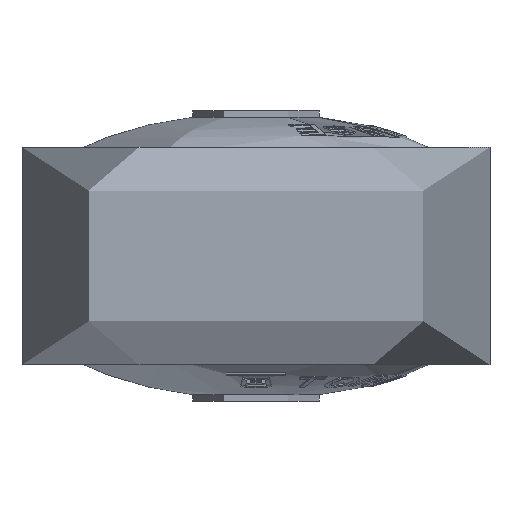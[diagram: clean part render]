
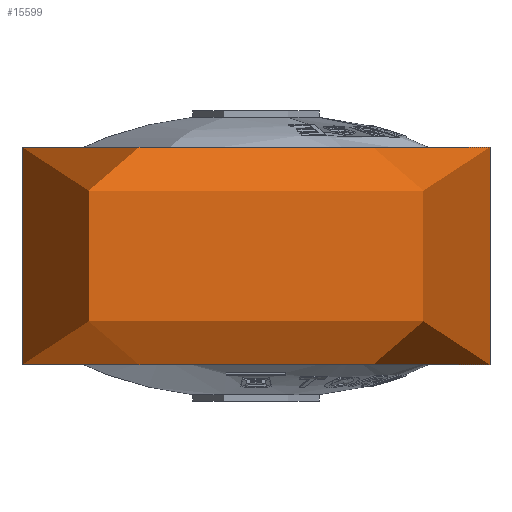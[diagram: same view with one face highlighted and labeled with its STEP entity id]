
A CAD part, front view. The second image highlights one B-rep face of the part: STEP entity #15599.
In plain terms, the highlighted free-form (B-spline) face has degree [3, 3] with [4, 4] control points.
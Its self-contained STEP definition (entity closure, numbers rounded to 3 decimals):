
#291 = CARTESIAN_POINT ( 'NONE',  ( -32.25, 0., -15. ) ) ;
#600 = CARTESIAN_POINT ( 'NONE',  ( 32.25, 0., -15. ) ) ;
#1308 = CARTESIAN_POINT ( 'NONE',  ( -32.25, 0., 15. ) ) ;
#1400 = CARTESIAN_POINT ( 'NONE',  ( -47.75, 0., 15. ) ) ;
#1754 = VERTEX_POINT ( 'NONE', #7640 ) ;
#2909 = CARTESIAN_POINT ( 'NONE',  ( -47.75, 0., -15. ) ) ;
#3061 = CARTESIAN_POINT ( 'NONE',  ( 0., 0., -15. ) ) ;
#3269 = CARTESIAN_POINT ( 'NONE',  ( 32.25, -64.5, 15. ) ) ;
#3669 = AXIS2_PLACEMENT_3D ( 'NONE', #3061, #10527, #5025 ) ;
#4230 = DIRECTION ( 'NONE',  ( 1., 0., 0. ) ) ;
#4616 = CARTESIAN_POINT ( 'NONE',  ( 32.25, -64.5, -15. ) ) ;
#4630 = CARTESIAN_POINT ( 'NONE',  ( 47.75, 0., -15. ) ) ;
#4741 = CARTESIAN_POINT ( 'NONE',  ( -32.25, 0., -15. ) ) ;
#4853 = AXIS2_PLACEMENT_3D ( 'NONE', #13540, #9628, #4230 ) ;
#5025 = DIRECTION ( 'NONE',  ( 1., 0., 0. ) ) ;
#6683 =( BOUNDED_SURFACE ( )  B_SPLINE_SURFACE ( 3, 3, ( 
 ( #4741, #19663, #4616, #21495 ),
 ( #2909, #23219, #10371, #23340 ),
 ( #12445, #12332, #21868, #8429 ),
 ( #1308, #8795, #3269, #17952 ) ),
 .UNSPECIFIED., .F., .F., .F. ) 
 B_SPLINE_SURFACE_WITH_KNOTS ( ( 4, 4 ),
 ( 4, 4 ),
 ( 0., 1. ),
 ( 0., 1. ),
 .UNSPECIFIED. ) 
 GEOMETRIC_REPRESENTATION_ITEM ( )  RATIONAL_B_SPLINE_SURFACE ( (
 ( 1., 0.333, 0.333, 1.),
 ( 0.333, 0.111, 0.111, 0.333),
 ( 0.333, 0.111, 0.111, 0.333),
 ( 1., 0.333, 0.333, 1.) ) ) 
 REPRESENTATION_ITEM ( '' )  SURFACE ( )  );
#7055 = EDGE_CURVE ( 'NONE', #8522, #23097, #8396, .T. ) ;
#7521 = ORIENTED_EDGE ( 'NONE', *, *, #7055, .T. ) ;
#7640 = CARTESIAN_POINT ( 'NONE',  ( -32.25, 0., -15. ) ) ;
#8196 = CARTESIAN_POINT ( 'NONE',  ( 32.25, 0., -15. ) ) ;
#8396 =( BOUNDED_CURVE ( )  B_SPLINE_CURVE ( 3, ( #8196, #4630, #14055, #12094 ),
 .UNSPECIFIED., .F., .T. ) 
 B_SPLINE_CURVE_WITH_KNOTS ( ( 4, 4 ),
 ( 0., 3.142 ),
 .UNSPECIFIED. ) 
 CURVE ( )  GEOMETRIC_REPRESENTATION_ITEM ( )  RATIONAL_B_SPLINE_CURVE ( ( 1., 0.333, 0.333, 1. ) ) 
 REPRESENTATION_ITEM ( '' )  );
#8429 = CARTESIAN_POINT ( 'NONE',  ( 47.75, 0., 15. ) ) ;
#8522 = VERTEX_POINT ( 'NONE', #600 ) ;
#8795 = CARTESIAN_POINT ( 'NONE',  ( -32.25, -64.5, 15. ) ) ;
#9628 = DIRECTION ( 'NONE',  ( 0., 0., 1. ) ) ;
#9937 = EDGE_CURVE ( 'NONE', #1754, #24073, #23539, .T. ) ;
#10371 = CARTESIAN_POINT ( 'NONE',  ( 47.75, -95.5, -15. ) ) ;
#10527 = DIRECTION ( 'NONE',  ( 0., 0., 1. ) ) ;
#10840 = ORIENTED_EDGE ( 'NONE', *, *, #16638, .F. ) ;
#11293 = ORIENTED_EDGE ( 'NONE', *, *, #16202, .T. ) ;
#12051 = ORIENTED_EDGE ( 'NONE', *, *, #9937, .F. ) ;
#12094 = CARTESIAN_POINT ( 'NONE',  ( 32.25, 0., 15. ) ) ;
#12332 = CARTESIAN_POINT ( 'NONE',  ( -47.75, -95.5, 15. ) ) ;
#12445 = CARTESIAN_POINT ( 'NONE',  ( -47.75, 0., 15. ) ) ;
#13441 = CIRCLE ( 'NONE', #3669, 32.25 ) ;
#13540 = CARTESIAN_POINT ( 'NONE',  ( 0., 0., 15. ) ) ;
#14055 = CARTESIAN_POINT ( 'NONE',  ( 47.75, 0., 15. ) ) ;
#14262 = CARTESIAN_POINT ( 'NONE',  ( -32.25, 0., 15. ) ) ;
#15241 = CARTESIAN_POINT ( 'NONE',  ( -47.75, 0., -15. ) ) ;
#15400 = CIRCLE ( 'NONE', #4853, 32.25 ) ;
#15599 = ADVANCED_FACE ( 'NONE', ( #17832 ), #6683, .F. ) ;
#16202 = EDGE_CURVE ( 'NONE', #1754, #8522, #13441, .T. ) ;
#16638 = EDGE_CURVE ( 'NONE', #24073, #23097, #15400, .T. ) ;
#17832 = FACE_OUTER_BOUND ( 'NONE', #22075, .T. ) ;
#17952 = CARTESIAN_POINT ( 'NONE',  ( 32.25, 0., 15. ) ) ;
#18485 = CARTESIAN_POINT ( 'NONE',  ( 32.25, 0., 15. ) ) ;
#19663 = CARTESIAN_POINT ( 'NONE',  ( -32.25, -64.5, -15. ) ) ;
#21495 = CARTESIAN_POINT ( 'NONE',  ( 32.25, 0., -15. ) ) ;
#21795 = CARTESIAN_POINT ( 'NONE',  ( -32.25, 0., 15. ) ) ;
#21868 = CARTESIAN_POINT ( 'NONE',  ( 47.75, -95.5, 15. ) ) ;
#22075 = EDGE_LOOP ( 'NONE', ( #12051, #11293, #7521, #10840 ) ) ;
#23097 = VERTEX_POINT ( 'NONE', #18485 ) ;
#23219 = CARTESIAN_POINT ( 'NONE',  ( -47.75, -95.5, -15. ) ) ;
#23340 = CARTESIAN_POINT ( 'NONE',  ( 47.75, 0., -15. ) ) ;
#23539 =( BOUNDED_CURVE ( )  B_SPLINE_CURVE ( 3, ( #291, #15241, #1400, #14262 ),
 .UNSPECIFIED., .F., .T. ) 
 B_SPLINE_CURVE_WITH_KNOTS ( ( 4, 4 ),
 ( 0., 3.142 ),
 .UNSPECIFIED. ) 
 CURVE ( )  GEOMETRIC_REPRESENTATION_ITEM ( )  RATIONAL_B_SPLINE_CURVE ( ( 1., 0.333, 0.333, 1. ) ) 
 REPRESENTATION_ITEM ( '' )  );
#24073 = VERTEX_POINT ( 'NONE', #21795 ) ;
